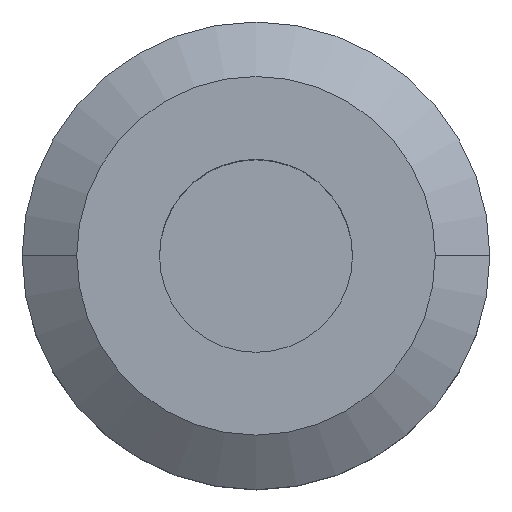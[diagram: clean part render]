
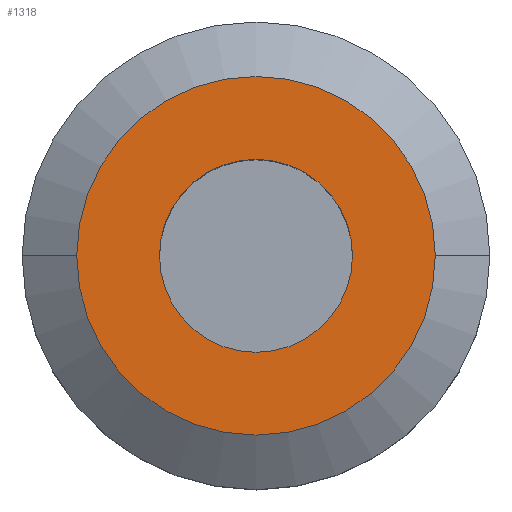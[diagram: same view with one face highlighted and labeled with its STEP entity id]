
A CAD part, top view. The second image highlights one B-rep face of the part: STEP entity #1318.
In plain terms, the highlighted planar face has unit normal (0, 0, 1).
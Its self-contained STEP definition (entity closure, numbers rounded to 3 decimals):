
#60 = DIRECTION ( 'NONE',  ( 0., 0., -1. ) ) ;
#71 = CARTESIAN_POINT ( 'NONE',  ( 0., 0., 66. ) ) ;
#102 = CARTESIAN_POINT ( 'NONE',  ( 0., 24.151, 66. ) ) ;
#128 = AXIS2_PLACEMENT_3D ( 'NONE', #545, #1435, #1074 ) ;
#204 = DIRECTION ( 'NONE',  ( 1., 0., 0. ) ) ;
#315 = EDGE_CURVE ( 'NONE', #540, #1123, #322, .T. ) ;
#322 = CIRCLE ( 'NONE', #535, 13. ) ;
#323 = DIRECTION ( 'NONE',  ( 0., 0., 1. ) ) ;
#385 = FACE_OUTER_BOUND ( 'NONE', #1188, .T. ) ;
#388 = ORIENTED_EDGE ( 'NONE', *, *, #315, .T. ) ;
#402 = DIRECTION ( 'NONE',  ( -1., 0., 0. ) ) ;
#411 = ORIENTED_EDGE ( 'NONE', *, *, #1043, .T. ) ;
#425 = DIRECTION ( 'NONE',  ( 0., 0., -1. ) ) ;
#432 = CIRCLE ( 'NONE', #1035, 13. ) ;
#445 = DIRECTION ( 'NONE',  ( -1., 0., 0. ) ) ;
#507 = EDGE_CURVE ( 'NONE', #641, #1404, #829, .T. ) ;
#528 = CARTESIAN_POINT ( 'NONE',  ( 13., 0., 66. ) ) ;
#535 = AXIS2_PLACEMENT_3D ( 'NONE', #1115, #425, #1238 ) ;
#540 = VERTEX_POINT ( 'NONE', #528 ) ;
#545 = CARTESIAN_POINT ( 'NONE',  ( 0., 0., 66. ) ) ;
#641 = VERTEX_POINT ( 'NONE', #654 ) ;
#654 = CARTESIAN_POINT ( 'NONE',  ( 24.151, 0., 66. ) ) ;
#829 = CIRCLE ( 'NONE', #128, 24.151 ) ;
#950 = ORIENTED_EDGE ( 'NONE', *, *, #1071, .F. ) ;
#994 = FACE_BOUND ( 'NONE', #1110, .T. ) ;
#1006 = CARTESIAN_POINT ( 'NONE',  ( -13., 0., 66. ) ) ;
#1035 = AXIS2_PLACEMENT_3D ( 'NONE', #71, #60, #402 ) ;
#1043 = EDGE_CURVE ( 'NONE', #1123, #540, #432, .T. ) ;
#1071 = EDGE_CURVE ( 'NONE', #1404, #641, #1287, .T. ) ;
#1074 = DIRECTION ( 'NONE',  ( -1., 0., 0. ) ) ;
#1098 = CARTESIAN_POINT ( 'NONE',  ( -24.151, 0., 66. ) ) ;
#1107 = ORIENTED_EDGE ( 'NONE', *, *, #507, .F. ) ;
#1110 = EDGE_LOOP ( 'NONE', ( #411, #388 ) ) ;
#1115 = CARTESIAN_POINT ( 'NONE',  ( 0., 0., 66. ) ) ;
#1118 = PLANE ( 'NONE',  #1323 ) ;
#1123 = VERTEX_POINT ( 'NONE', #1006 ) ;
#1188 = EDGE_LOOP ( 'NONE', ( #950, #1107 ) ) ;
#1238 = DIRECTION ( 'NONE',  ( -1., 0., 0. ) ) ;
#1242 = DIRECTION ( 'NONE',  ( 0., 0., -1. ) ) ;
#1287 = CIRCLE ( 'NONE', #1350, 24.151 ) ;
#1298 = CARTESIAN_POINT ( 'NONE',  ( 0., 0., 66. ) ) ;
#1318 = ADVANCED_FACE ( 'NONE', ( #994, #385 ), #1118, .T. ) ;
#1323 = AXIS2_PLACEMENT_3D ( 'NONE', #102, #323, #204 ) ;
#1350 = AXIS2_PLACEMENT_3D ( 'NONE', #1298, #1242, #445 ) ;
#1404 = VERTEX_POINT ( 'NONE', #1098 ) ;
#1435 = DIRECTION ( 'NONE',  ( 0., 0., -1. ) ) ;
